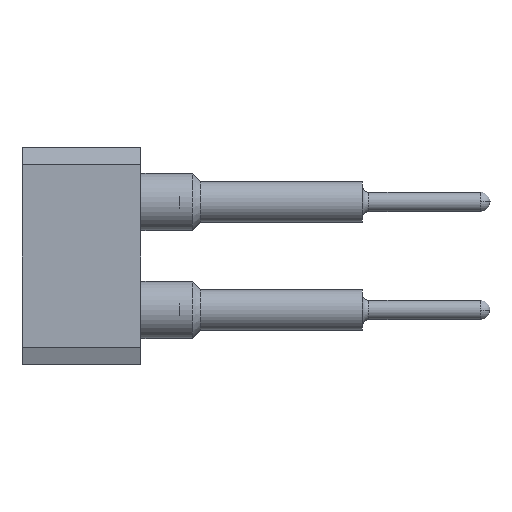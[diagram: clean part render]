
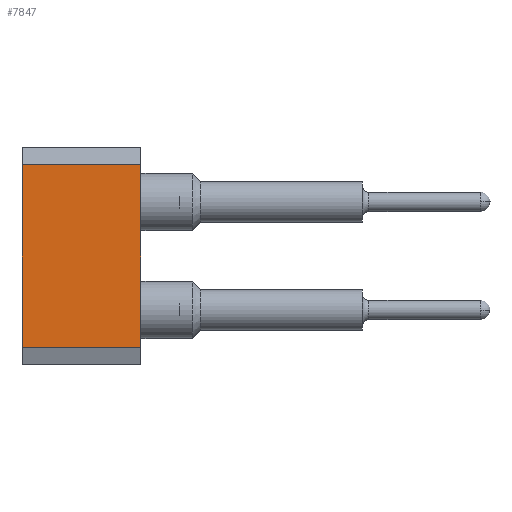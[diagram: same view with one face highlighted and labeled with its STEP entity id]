
A CAD part, left-side view. The second image highlights one B-rep face of the part: STEP entity #7847.
In plain terms, the highlighted planar face has unit normal (-1, 0, 0).
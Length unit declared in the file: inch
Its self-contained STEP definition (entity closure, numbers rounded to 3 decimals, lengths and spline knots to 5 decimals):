
#176 = CARTESIAN_POINT ( 'NONE',  ( -0.01203, 0., -0.18425 ) ) ;
#462 = CARTESIAN_POINT ( 'NONE',  ( -0.01203, -0.11, -0.01575 ) ) ;
#875 = DIRECTION ( 'NONE',  ( 0., 1., 0. ) ) ;
#1042 = LINE ( 'NONE', #5950, #7472 ) ;
#1103 = CARTESIAN_POINT ( 'NONE',  ( -0.01203, 0., -0.18425 ) ) ;
#1168 = ORIENTED_EDGE ( 'NONE', *, *, #2274, .F. ) ;
#1511 = VERTEX_POINT ( 'NONE', #3268 ) ;
#1674 = DIRECTION ( 'NONE',  ( 0., 0., 1. ) ) ;
#1822 = VERTEX_POINT ( 'NONE', #3572 ) ;
#1825 = EDGE_CURVE ( 'NONE', #8676, #2918, #2947, .T. ) ;
#2068 = ORIENTED_EDGE ( 'NONE', *, *, #2370, .T. ) ;
#2182 = VECTOR ( 'NONE', #7814, 39.37008 ) ;
#2203 = LINE ( 'NONE', #6960, #5920 ) ;
#2274 = EDGE_CURVE ( 'NONE', #1822, #8676, #2203, .T. ) ;
#2370 = EDGE_CURVE ( 'NONE', #1822, #1511, #1042, .T. ) ;
#2918 = VERTEX_POINT ( 'NONE', #5602 ) ;
#2947 = LINE ( 'NONE', #176, #6057 ) ;
#3019 = CARTESIAN_POINT ( 'NONE',  ( -0.01203, -0.11, -0.18425 ) ) ;
#3268 = CARTESIAN_POINT ( 'NONE',  ( -0.01203, -0.11, -0.01575 ) ) ;
#3572 = CARTESIAN_POINT ( 'NONE',  ( -0.01203, -0.11, -0.18425 ) ) ;
#3597 = DIRECTION ( 'NONE',  ( 0., 0., 1. ) ) ;
#3647 = DIRECTION ( 'NONE',  ( -1., 0., 0. ) ) ;
#5451 = ORIENTED_EDGE ( 'NONE', *, *, #1825, .F. ) ;
#5553 = FACE_OUTER_BOUND ( 'NONE', #7110, .T. ) ;
#5602 = CARTESIAN_POINT ( 'NONE',  ( -0.01203, 0., -0.01575 ) ) ;
#5661 = DIRECTION ( 'NONE',  ( 0., 0., 1. ) ) ;
#5901 = LINE ( 'NONE', #462, #2182 ) ;
#5920 = VECTOR ( 'NONE', #875, 39.37008 ) ;
#5950 = CARTESIAN_POINT ( 'NONE',  ( -0.01203, -0.11, -0.18425 ) ) ;
#6057 = VECTOR ( 'NONE', #5661, 39.37008 ) ;
#6060 = EDGE_CURVE ( 'NONE', #1511, #2918, #5901, .T. ) ;
#6680 = ORIENTED_EDGE ( 'NONE', *, *, #6060, .T. ) ;
#6781 = AXIS2_PLACEMENT_3D ( 'NONE', #3019, #3647, #3597 ) ;
#6960 = CARTESIAN_POINT ( 'NONE',  ( -0.01203, -0.11, -0.18425 ) ) ;
#7110 = EDGE_LOOP ( 'NONE', ( #5451, #1168, #2068, #6680 ) ) ;
#7472 = VECTOR ( 'NONE', #1674, 39.37008 ) ;
#7640 = PLANE ( 'NONE',  #6781 ) ;
#7814 = DIRECTION ( 'NONE',  ( 0., 1., 0. ) ) ;
#7847 = ADVANCED_FACE ( 'NONE', ( #5553 ), #7640, .T. ) ;
#8676 = VERTEX_POINT ( 'NONE', #1103 ) ;
